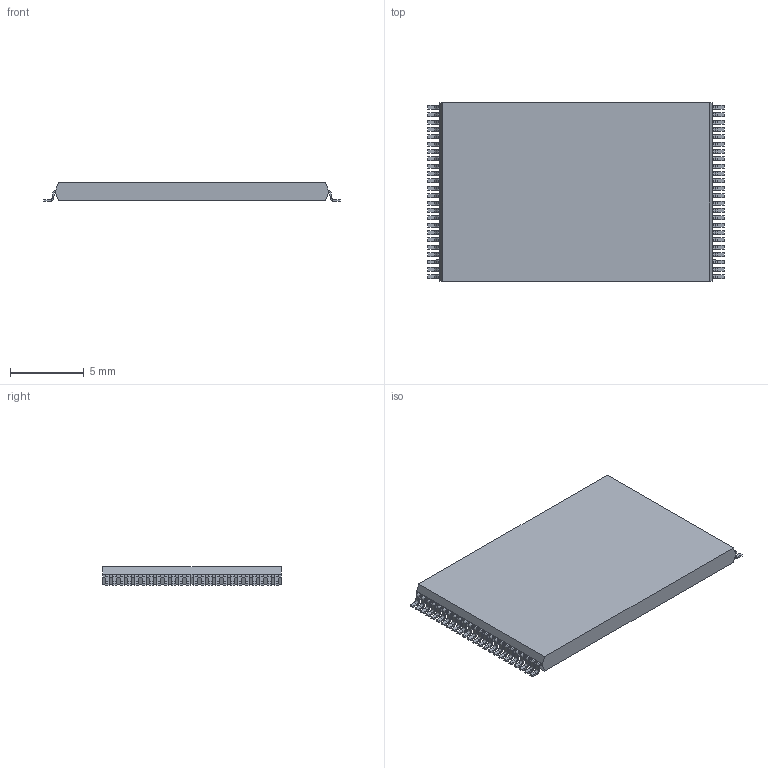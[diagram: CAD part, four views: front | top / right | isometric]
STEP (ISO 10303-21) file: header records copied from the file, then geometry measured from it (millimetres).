
FILE_DESCRIPTION((''),'2;1');
FILE_NAME('TSOP-48_MICRON','2010-10-19T',('Simon'),(''),'PRO/ENGINEER BY PARAMETRIC TECHNOLOGY CORPORATION, 2008400','PRO/ENGINEER BY PARAMETRIC TECHNOLOGY CORPORATION, 2008400','');
FILE_SCHEMA(('AUTOMOTIVE_DESIGN_CC2 { 1 2 10303 214 -1 1 5 2 }'));
Length unit declared in the file: millimetre
Products named in the file (1): TSOP-48_MICRON
Bounding box: 20.1 x 12.1 x 1.26 mm (x, y, z)
Volume: 268 mm3; surface area: 558.4 mm2
Topology: 1 solids, 1 shells, 634 faces, 1752 edges, 1168 vertices
Faces by surface type: plane 442, cylinder 192
Entity records: 31914 total; most frequent: CARTESIAN_POINT 3556, ORIENTED_EDGE 3504, DIRECTION 3408, PRESENTATION_STYLE_ASSIGNMENT 2294, STYLED_ITEM 1764, CURVE_STYLE 1754, EDGE_CURVE 1752, VECTOR 1368
